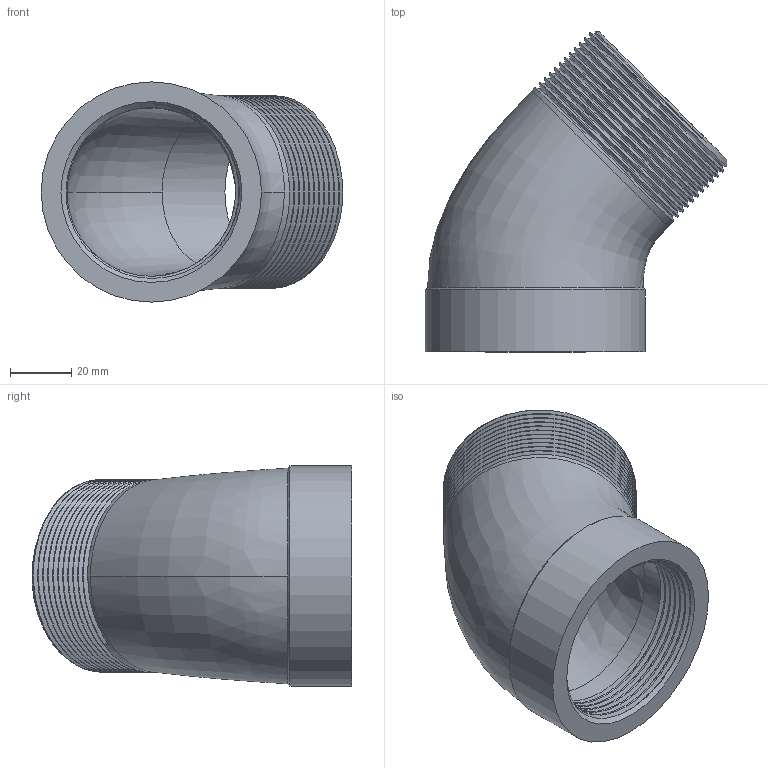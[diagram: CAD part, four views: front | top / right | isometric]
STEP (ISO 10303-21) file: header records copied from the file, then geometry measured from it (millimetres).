
FILE_DESCRIPTION(/* description */ ('Unknown'),/* implementation_level */ '2;1');
FILE_NAME(/* name */ '20201118-R-306-L013-DN50',/* time_stamp */ '2020-11-18T10:33:42+08:00',/* author */ ('Unknown'),/* organization */ ('Unknown'),/* preprocessor_version */ 'ST-DEVELOPER v16.7',/* originating_system */ 'DEX',/* authorisation */ $);
FILE_SCHEMA (('AUTOMOTIVE_DESIGN {1 0 10303 214 3 1 1}'));
Length unit declared in the file: millimetre
Products named in the file (1): R-306 -DN50R1md1
Bounding box: 98.58 x 104.58 x 72 mm (x, y, z)
Volume: 126718.4 mm3; surface area: 43692.4 mm2
Topology: 1 solids, 1 shells, 36 faces, 137 edges, 103 vertices
Faces by surface type: cylinder 21, bspline 8, plane 4, cone 3
Full cylindrical faces by diameter (mm): 50 x1, 55.1 x5, 63 x10, 72 x1
Entity records: 9859 total; most frequent: CARTESIAN_POINT 9146, ORIENTED_EDGE 230, EDGE_CURVE 115, VERTEX_POINT 103, DIRECTION 56, EDGE_LOOP 30, FACE_BOUND 30, AXIS2_PLACEMENT_3D 24
